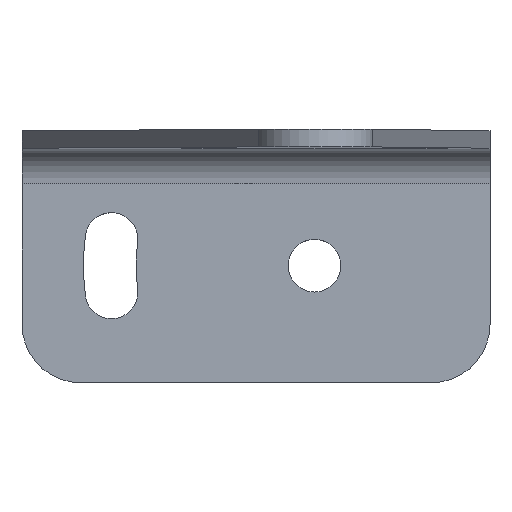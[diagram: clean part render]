
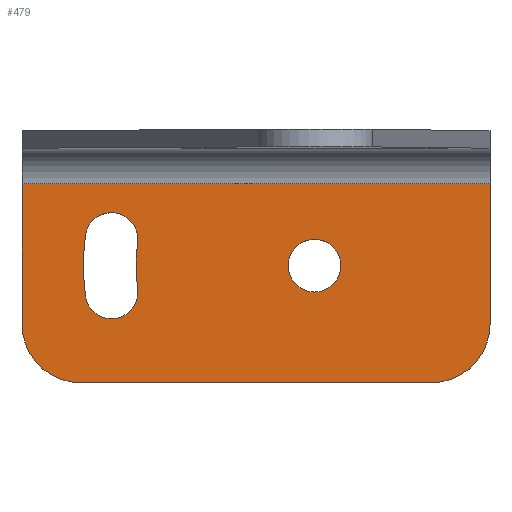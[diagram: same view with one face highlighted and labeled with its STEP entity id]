
A CAD part, top view. The second image highlights one B-rep face of the part: STEP entity #479.
In plain terms, the highlighted planar face has unit normal (0, 0, 1).
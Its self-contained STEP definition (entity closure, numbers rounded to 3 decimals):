
#39=LINE('',#766,#77);
#40=LINE('',#771,#78);
#41=LINE('',#773,#79);
#42=LINE('',#775,#80);
#77=VECTOR('',#609,1000.);
#78=VECTOR('',#612,1000.);
#79=VECTOR('',#613,1000.);
#80=VECTOR('',#614,1000.);
#122=ORIENTED_EDGE('',*,*,#258,.T.);
#123=ORIENTED_EDGE('',*,*,#259,.T.);
#124=ORIENTED_EDGE('',*,*,#260,.T.);
#125=ORIENTED_EDGE('',*,*,#261,.T.);
#126=ORIENTED_EDGE('',*,*,#262,.T.);
#127=ORIENTED_EDGE('',*,*,#263,.T.);
#128=ORIENTED_EDGE('',*,*,#264,.T.);
#129=ORIENTED_EDGE('',*,*,#265,.F.);
#130=ORIENTED_EDGE('',*,*,#266,.F.);
#131=ORIENTED_EDGE('',*,*,#267,.T.);
#132=ORIENTED_EDGE('',*,*,#268,.T.);
#258=EDGE_CURVE('',#326,#327,#366,.T.);
#259=EDGE_CURVE('',#327,#328,#367,.T.);
#260=EDGE_CURVE('',#328,#329,#368,.T.);
#261=EDGE_CURVE('',#329,#326,#369,.T.);
#262=EDGE_CURVE('',#330,#331,#39,.T.);
#263=EDGE_CURVE('',#331,#332,#370,.T.);
#264=EDGE_CURVE('',#332,#333,#40,.T.);
#265=EDGE_CURVE('',#334,#333,#41,.T.);
#266=EDGE_CURVE('',#335,#334,#42,.T.);
#267=EDGE_CURVE('',#335,#330,#371,.T.);
#268=EDGE_CURVE('',#336,#336,#372,.T.);
#326=VERTEX_POINT('',#759);
#327=VERTEX_POINT('',#760);
#328=VERTEX_POINT('',#762);
#329=VERTEX_POINT('',#764);
#330=VERTEX_POINT('',#767);
#331=VERTEX_POINT('',#768);
#332=VERTEX_POINT('',#770);
#333=VERTEX_POINT('',#772);
#334=VERTEX_POINT('',#774);
#335=VERTEX_POINT('',#776);
#336=VERTEX_POINT('',#779);
#366=CIRCLE('',#528,2.25);
#367=CIRCLE('',#529,15.25);
#368=CIRCLE('',#530,2.25);
#369=CIRCLE('',#531,19.75);
#370=CIRCLE('',#532,5.);
#371=CIRCLE('',#533,5.);
#372=CIRCLE('',#534,2.25);
#392=EDGE_LOOP('',(#122,#123,#124,#125));
#393=EDGE_LOOP('',(#126,#127,#128,#129,#130,#131));
#394=EDGE_LOOP('',(#132));
#430=FACE_BOUND('',#392,.T.);
#431=FACE_BOUND('',#393,.T.);
#432=FACE_BOUND('',#394,.T.);
#466=PLANE('',#527);
#479=ADVANCED_FACE('',(#430,#431,#432),#466,.T.);
#527=AXIS2_PLACEMENT_3D('',#757,#599,#600);
#528=AXIS2_PLACEMENT_3D('',#758,#601,#602);
#529=AXIS2_PLACEMENT_3D('',#761,#603,#604);
#530=AXIS2_PLACEMENT_3D('',#763,#605,#606);
#531=AXIS2_PLACEMENT_3D('',#765,#607,#608);
#532=AXIS2_PLACEMENT_3D('',#769,#610,#611);
#533=AXIS2_PLACEMENT_3D('',#777,#615,#616);
#534=AXIS2_PLACEMENT_3D('',#778,#617,#618);
#599=DIRECTION('',(0.,0.,1.));
#600=DIRECTION('',(0.,-1.,0.));
#601=DIRECTION('',(0.,0.,-1.));
#602=DIRECTION('',(-1.,0.,0.));
#603=DIRECTION('',(0.,0.,1.));
#604=DIRECTION('',(1.,0.,0.));
#605=DIRECTION('',(0.,0.,-1.));
#606=DIRECTION('',(-1.,0.,0.));
#607=DIRECTION('',(0.,0.,-1.));
#608=DIRECTION('',(1.,0.,0.));
#609=DIRECTION('',(1.,0.,0.));
#610=DIRECTION('',(0.,0.,1.));
#611=DIRECTION('',(0.,-1.,0.));
#612=DIRECTION('',(0.,1.,0.));
#613=DIRECTION('',(1.,0.,0.));
#614=DIRECTION('',(0.,1.,0.));
#615=DIRECTION('',(0.,0.,1.));
#616=DIRECTION('',(0.,-1.,0.));
#617=DIRECTION('',(0.,0.,-1.));
#618=DIRECTION('',(1.,0.,0.));
#757=CARTESIAN_POINT('',(0.,0.,1.5));
#758=CARTESIAN_POINT('',(-12.99,-9.216,1.5));
#759=CARTESIAN_POINT('',(-15.22,-8.922,1.5));
#760=CARTESIAN_POINT('',(-10.759,-9.509,1.5));
#761=CARTESIAN_POINT('',(4.361,-11.5,1.5));
#762=CARTESIAN_POINT('',(-10.759,-13.491,1.5));
#763=CARTESIAN_POINT('',(-12.99,-13.784,1.5));
#764=CARTESIAN_POINT('',(-15.22,-14.078,1.5));
#765=CARTESIAN_POINT('',(4.361,-11.5,1.5));
#766=CARTESIAN_POINT('',(-20.639,-21.5,1.5));
#767=CARTESIAN_POINT('',(-15.639,-21.5,1.5));
#768=CARTESIAN_POINT('',(14.361,-21.5,1.5));
#769=CARTESIAN_POINT('',(14.361,-16.5,1.5));
#770=CARTESIAN_POINT('',(19.361,-16.5,1.5));
#771=CARTESIAN_POINT('',(19.361,-21.5,1.5));
#772=CARTESIAN_POINT('',(19.361,-4.5,1.5));
#773=CARTESIAN_POINT('',(-20.639,-4.5,1.5));
#774=CARTESIAN_POINT('',(-20.639,-4.5,1.5));
#775=CARTESIAN_POINT('',(-20.639,-21.5,1.5));
#776=CARTESIAN_POINT('',(-20.639,-16.5,1.5));
#777=CARTESIAN_POINT('',(-15.639,-16.5,1.5));
#778=CARTESIAN_POINT('',(4.361,-11.5,1.5));
#779=CARTESIAN_POINT('',(6.611,-11.5,1.5));
